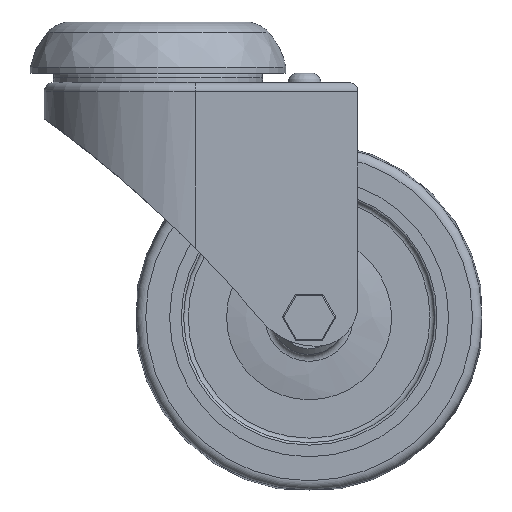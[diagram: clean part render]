
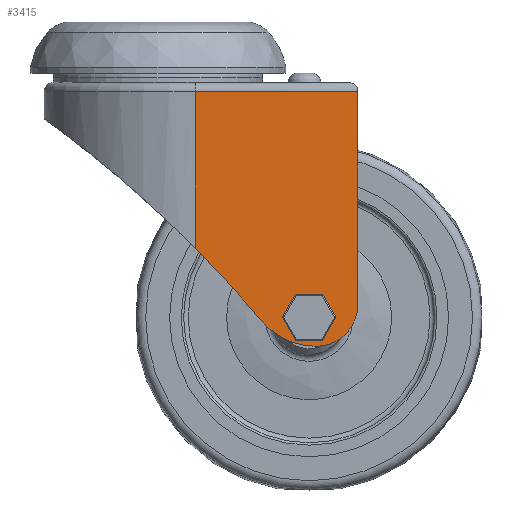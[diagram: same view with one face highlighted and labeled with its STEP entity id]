
A CAD part, front view. The second image highlights one B-rep face of the part: STEP entity #3415.
In plain terms, the highlighted planar face has unit normal (0, -1, 0).
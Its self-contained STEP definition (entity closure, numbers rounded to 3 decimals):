
#220=FACE_BOUND('',#675,.T.);
#261=PLANE('',#3849);
#430=FACE_OUTER_BOUND('',#674,.T.);
#674=EDGE_LOOP('',(#2542,#2543,#2544,#2545,#2546,#2547));
#675=EDGE_LOOP('',(#2548));
#890=LINE('',#5628,#1054);
#895=LINE('',#5693,#1059);
#920=LINE('',#5883,#1084);
#1054=VECTOR('',#4427,1000.);
#1059=VECTOR('',#4454,1000.);
#1084=VECTOR('',#4577,1000.);
#1253=CIRCLE('',#3795,4.05);
#1280=CIRCLE('',#3839,15.4);
#1281=CIRCLE('',#3841,257.675);
#1284=CIRCLE('',#3846,9.);
#1507=VERTEX_POINT('',#5597);
#1519=VERTEX_POINT('',#5626);
#1523=VERTEX_POINT('',#5639);
#1526=VERTEX_POINT('',#5650);
#1557=VERTEX_POINT('',#5860);
#1558=VERTEX_POINT('',#5862);
#1561=VERTEX_POINT('',#5875);
#1851=EDGE_CURVE('',#1519,#1507,#890,.T.);
#1858=EDGE_CURVE('',#1523,#1523,#1253,.T.);
#1864=EDGE_CURVE('',#1519,#1526,#895,.T.);
#1909=EDGE_CURVE('',#1558,#1557,#1280,.T.);
#1911=EDGE_CURVE('',#1526,#1558,#1281,.T.);
#1917=EDGE_CURVE('',#1557,#1561,#1284,.T.);
#1920=EDGE_CURVE('',#1507,#1561,#920,.T.);
#2542=ORIENTED_EDGE('',*,*,#1851,.F.);
#2543=ORIENTED_EDGE('',*,*,#1864,.T.);
#2544=ORIENTED_EDGE('',*,*,#1911,.T.);
#2545=ORIENTED_EDGE('',*,*,#1909,.T.);
#2546=ORIENTED_EDGE('',*,*,#1917,.T.);
#2547=ORIENTED_EDGE('',*,*,#1920,.F.);
#2548=ORIENTED_EDGE('',*,*,#1858,.T.);
#3415=ADVANCED_FACE('',(#430,#220),#261,.T.);
#3795=AXIS2_PLACEMENT_3D('',#5641,#4441,#4442);
#3839=AXIS2_PLACEMENT_3D('',#5863,#4550,#4551);
#3841=AXIS2_PLACEMENT_3D('',#5866,#4555,#4556);
#3846=AXIS2_PLACEMENT_3D('',#5877,#4568,#4569);
#3849=AXIS2_PLACEMENT_3D('',#5882,#4575,#4576);
#4427=DIRECTION('',(1.,0.,0.));
#4441=DIRECTION('center_axis',(0.,1.,0.));
#4442=DIRECTION('ref_axis',(-1.,0.,0.));
#4454=DIRECTION('',(0.,0.,-1.));
#4550=DIRECTION('center_axis',(0.,-1.,0.));
#4551=DIRECTION('ref_axis',(-0.767,0.,-0.642));
#4555=DIRECTION('center_axis',(0.,1.,0.));
#4556=DIRECTION('ref_axis',(0.576,0.,0.818));
#4568=DIRECTION('center_axis',(0.,-1.,0.));
#4569=DIRECTION('ref_axis',(0.,0.,-1.));
#4575=DIRECTION('center_axis',(0.,-1.,0.));
#4576=DIRECTION('ref_axis',(-1.,0.,0.));
#4577=DIRECTION('',(0.,0.,-1.));
#5597=CARTESIAN_POINT('',(43.,-32.5,-15.));
#5626=CARTESIAN_POINT('',(8.,-32.5,-15.));
#5628=CARTESIAN_POINT('',(12.75,-32.5,-15.));
#5639=CARTESIAN_POINT('',(36.55,-32.5,-63.5));
#5641=CARTESIAN_POINT('Origin',(32.5,-32.5,-63.5));
#5650=CARTESIAN_POINT('',(8.,-32.5,-48.64));
#5693=CARTESIAN_POINT('',(8.,-32.5,-13.));
#5860=CARTESIAN_POINT('',(34.,-32.5,-69.75));
#5862=CARTESIAN_POINT('',(22.196,-32.5,-64.24));
#5863=CARTESIAN_POINT('Origin',(34.,-32.5,-54.35));
#5866=CARTESIAN_POINT('Origin',(-175.323,-32.5,-229.718));
#5875=CARTESIAN_POINT('',(43.,-32.5,-60.75));
#5877=CARTESIAN_POINT('Origin',(34.,-32.5,-60.75));
#5882=CARTESIAN_POINT('Origin',(25.5,-32.5,-13.));
#5883=CARTESIAN_POINT('',(43.,-32.5,-13.));
